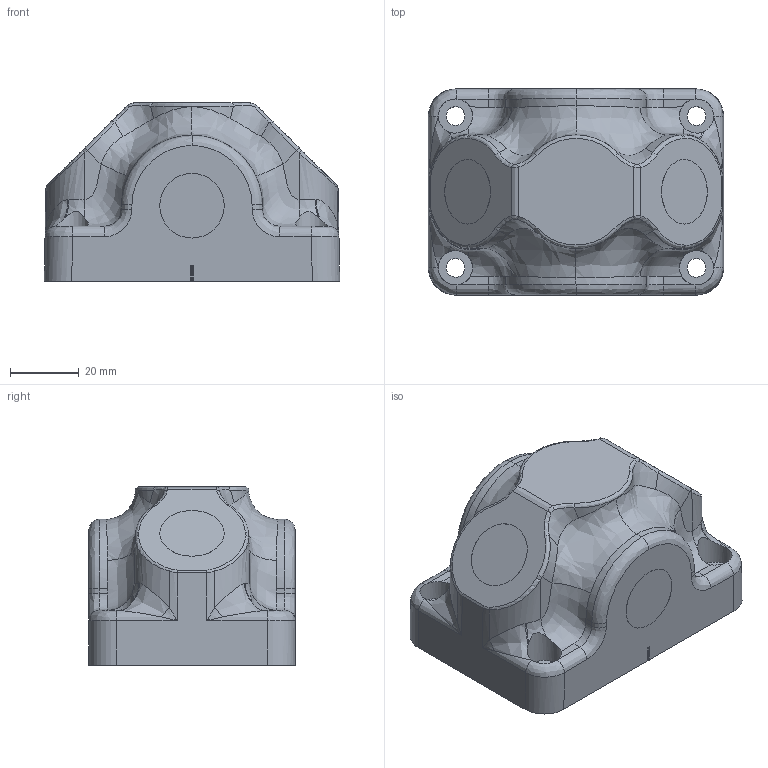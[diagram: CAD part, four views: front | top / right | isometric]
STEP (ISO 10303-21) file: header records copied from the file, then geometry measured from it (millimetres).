
FILE_DESCRIPTION(/* description */ (''),/* implementation_level */ '2;1');
FILE_NAME(/* name */ 'wd_12_lw_2_kd.stp',/* time_stamp */ '2017-01-13T14:32:57+01:00',/* author */ ('hamoud'),/* organization */ (''),/* preprocessor_version */ 'ST-DEVELOPER v15.6',/* originating_system */ 'Autodesk Inventor LT ',/* authorisation */ '');
FILE_SCHEMA (('AUTOMOTIVE_DESIGN { 1 0 10303 214 3 1 1 }'));
Length unit declared in the file: metre
Products named in the file (1): wd_12_lw_2_kd
Bounding box: 86.05 x 60.35 x 52 mm (x, y, z)
Volume: 181869.8 mm3; surface area: 21428.3 mm2
Topology: 1 solids, 1 shells, 160 faces, 413 edges, 255 vertices
Faces by surface type: bspline 76, cylinder 40, plane 36, torus 6, cone 2
Full cylindrical faces by diameter (mm): 5.5 x4, 10 x4, 18.8 x4
Entity records: 17521 total; most frequent: CARTESIAN_POINT 14184, ORIENTED_EDGE 780, DIRECTION 400, EDGE_CURVE 390, VERTEX_POINT 248, B_SPLINE_CURVE_WITH_KNOTS 224, EDGE_LOOP 184, STYLED_ITEM 161
